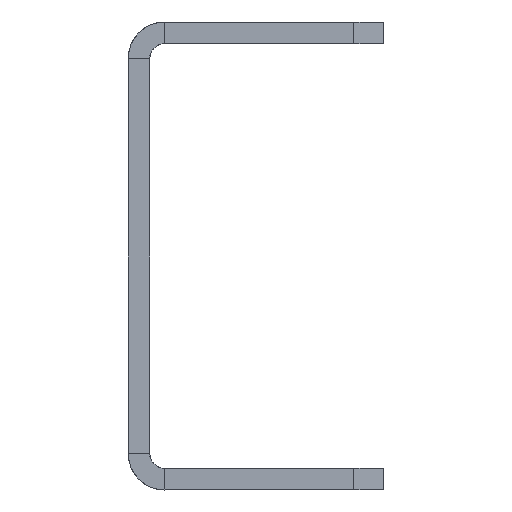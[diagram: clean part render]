
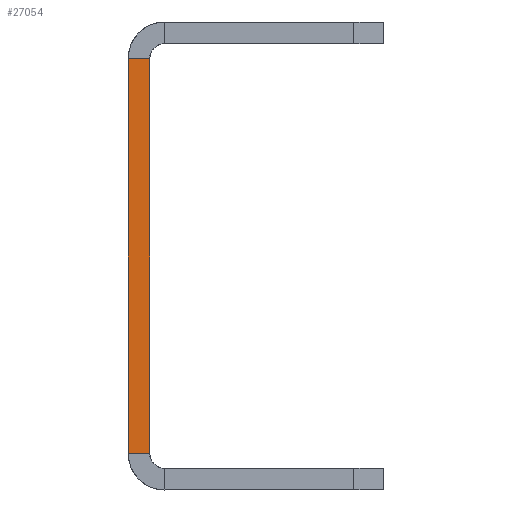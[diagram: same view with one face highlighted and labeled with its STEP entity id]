
A CAD part, left-side view. The second image highlights one B-rep face of the part: STEP entity #27054.
In plain terms, the highlighted planar face has unit normal (-1, 0, 0).
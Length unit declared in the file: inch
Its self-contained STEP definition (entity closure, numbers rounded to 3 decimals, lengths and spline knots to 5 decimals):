
#2804=FACE_OUTER_BOUND('',#4432,.T.);
#4432=EDGE_LOOP('',(#21797,#21798,#21799,#21800));
#5604=LINE('',#39353,#8398);
#6608=LINE('',#43470,#9402);
#6640=LINE('',#43722,#9434);
#7182=LINE('',#45433,#9976);
#8398=VECTOR('',#31105,0.844);
#9402=VECTOR('',#33881,0.046);
#9434=VECTOR('',#33919,0.844);
#9976=VECTOR('',#35359,0.046);
#11310=VERTEX_POINT('',#39350);
#11311=VERTEX_POINT('',#39352);
#12622=VERTEX_POINT('',#42895);
#12670=VERTEX_POINT('',#43720);
#14016=EDGE_CURVE('',#11311,#11310,#5604,.T.);
#15664=EDGE_CURVE('',#11310,#12622,#6608,.T.);
#15698=EDGE_CURVE('',#12670,#12622,#6640,.T.);
#16596=EDGE_CURVE('',#11311,#12670,#7182,.T.);
#21797=ORIENTED_EDGE('',*,*,#15664,.T.);
#21798=ORIENTED_EDGE('',*,*,#15698,.F.);
#21799=ORIENTED_EDGE('',*,*,#16596,.F.);
#21800=ORIENTED_EDGE('',*,*,#14016,.T.);
#26167=PLANE('',#29490);
#27054=ADVANCED_FACE('',(#2804),#26167,.F.);
#29490=AXIS2_PLACEMENT_3D('',#45432,#35357,#35358);
#31105=DIRECTION('',(0.,0.,1.));
#33881=DIRECTION('',(0.,1.,0.));
#33919=DIRECTION('',(0.,0.,1.));
#35357=DIRECTION('center_axis',(1.,0.,0.));
#35358=DIRECTION('ref_axis',(0.,0.,-1.));
#35359=DIRECTION('',(0.,1.,0.));
#39350=CARTESIAN_POINT('',(-1.04194,0.,0.30781));
#39352=CARTESIAN_POINT('',(-1.04194,0.,-0.53619));
#39353=CARTESIAN_POINT('',(-1.04194,0.,-0.53619));
#42895=CARTESIAN_POINT('',(-1.04194,0.046,0.30781));
#43470=CARTESIAN_POINT('',(-1.04194,0.,0.30781));
#43720=CARTESIAN_POINT('',(-1.04194,0.046,-0.53619));
#43722=CARTESIAN_POINT('',(-1.04194,0.046,-0.53619));
#45432=CARTESIAN_POINT('Origin',(-1.04194,0.046,-0.61419));
#45433=CARTESIAN_POINT('',(-1.04194,0.,-0.53619));
